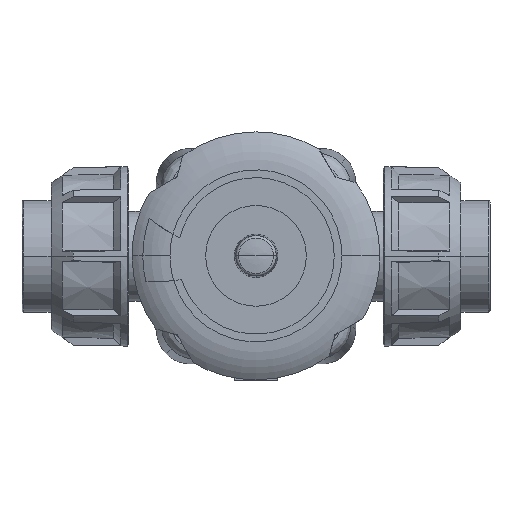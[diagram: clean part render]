
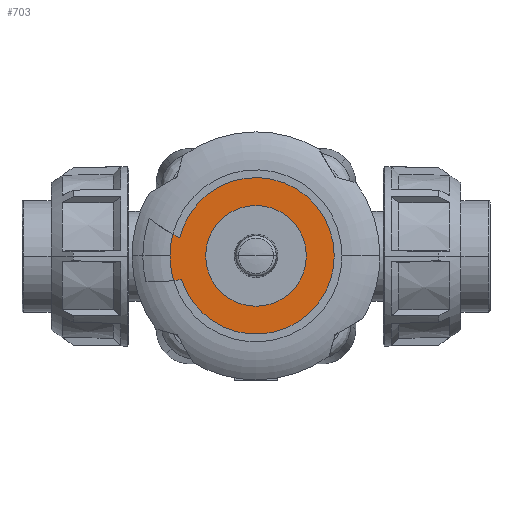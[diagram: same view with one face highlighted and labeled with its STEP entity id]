
A CAD part, top view. The second image highlights one B-rep face of the part: STEP entity #703.
In plain terms, the highlighted planar face has unit normal (0, 0, 1).
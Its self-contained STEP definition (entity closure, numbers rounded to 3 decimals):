
#703=ADVANCED_FACE('',(#1542,#1543),#1544,.T.);
#1542=FACE_OUTER_BOUND('',#3659,.T.);
#1543=FACE_BOUND('',#3660,.T.);
#1544=PLANE('',#3661);
#3659=EDGE_LOOP('',(#5520,#5521,#5522,#5523,#5524,#5525));
#3660=EDGE_LOOP('',(#5526,#5527));
#3661=AXIS2_PLACEMENT_3D('',#5528,#5529,#5530);
#5520=ORIENTED_EDGE('',*,*,#7602,.F.);
#5521=ORIENTED_EDGE('',*,*,#7650,.T.);
#5522=ORIENTED_EDGE('',*,*,#7636,.F.);
#5523=ORIENTED_EDGE('',*,*,#7661,.F.);
#5524=ORIENTED_EDGE('',*,*,#7658,.T.);
#5525=ORIENTED_EDGE('',*,*,#7676,.F.);
#5526=ORIENTED_EDGE('',*,*,#7645,.T.);
#5527=ORIENTED_EDGE('',*,*,#7643,.T.);
#5528=CARTESIAN_POINT('',(0.,0.,92.45));
#5529=DIRECTION('',(0.,0.,1.0));
#5530=DIRECTION('',(1.0,0.,0.));
#7602=EDGE_CURVE('',#8976,#8972,#8978,.T.);
#7636=EDGE_CURVE('',#9036,#9039,#9040,.T.);
#7643=EDGE_CURVE('',#9046,#9050,#9052,.T.);
#7645=EDGE_CURVE('',#9050,#9046,#9054,.T.);
#7650=EDGE_CURVE('',#8976,#9039,#9059,.T.);
#7658=EDGE_CURVE('',#9062,#9071,#9073,.T.);
#7661=EDGE_CURVE('',#9062,#9036,#9076,.T.);
#7676=EDGE_CURVE('',#8972,#9071,#9096,.T.);
#8972=VERTEX_POINT('',#11286);
#8976=VERTEX_POINT('',#11291);
#8978=CIRCLE('',#11294,25.25);
#9036=VERTEX_POINT('',#11401);
#9039=VERTEX_POINT('',#11404);
#9040=CIRCLE('',#11405,27.75);
#9046=VERTEX_POINT('',#11416);
#9050=VERTEX_POINT('',#11421);
#9052=CIRCLE('',#11424,16.25);
#9054=CIRCLE('',#11426,16.25);
#9059=CIRCLE('',#11432,55.);
#9062=VERTEX_POINT('',#11435);
#9071=VERTEX_POINT('',#11455);
#9073=CIRCLE('',#11458,73.355);
#9076=CIRCLE('',#11461,27.75);
#9096=CIRCLE('',#11506,25.25);
#11286=CARTESIAN_POINT('',(25.25,0.,92.45));
#11291=CARTESIAN_POINT('',(-24.576,5.796,92.45));
#11294=AXIS2_PLACEMENT_3D('',#13894,#13895,#13896);
#11401=CARTESIAN_POINT('',(-27.75,0.,92.45));
#11404=CARTESIAN_POINT('',(-26.852,7.001,92.45));
#11405=AXIS2_PLACEMENT_3D('',#13956,#13957,#13958);
#11416=CARTESIAN_POINT('',(-16.25,0.,92.45));
#11421=CARTESIAN_POINT('',(16.25,0.,92.45));
#11424=AXIS2_PLACEMENT_3D('',#13967,#13968,#13969);
#11426=AXIS2_PLACEMENT_3D('',#13970,#13971,#13972);
#11432=AXIS2_PLACEMENT_3D('',#13977,#13978,#13979);
#11435=CARTESIAN_POINT('',(-26.578,-7.979,92.45));
#11455=CARTESIAN_POINT('',(-24.054,-7.678,92.45));
#11458=AXIS2_PLACEMENT_3D('',#13988,#13989,#13990);
#11461=AXIS2_PLACEMENT_3D('',#13994,#13995,#13996);
#11506=AXIS2_PLACEMENT_3D('',#14013,#14014,#14015);
#13894=CARTESIAN_POINT('',(0.,0.,92.45));
#13895=DIRECTION('',(0.,0.,-1.0));
#13896=DIRECTION('',(-1.0,0.,0.));
#13956=CARTESIAN_POINT('',(0.,0.,92.45));
#13957=DIRECTION('',(0.,0.,-1.0));
#13958=DIRECTION('',(1.0,0.,0.));
#13967=CARTESIAN_POINT('',(0.,0.,92.45));
#13968=DIRECTION('',(0.,0.,-1.0));
#13969=DIRECTION('',(-1.0,0.,0.));
#13970=CARTESIAN_POINT('',(0.,0.,92.45));
#13971=DIRECTION('',(0.,0.,-1.0));
#13972=DIRECTION('',(-1.0,0.,0.));
#13977=CARTESIAN_POINT('',(0.,55.,92.45));
#13978=DIRECTION('',(0.0,0.,-1.0));
#13979=DIRECTION('',(0.511,0.859,0.));
#13988=CARTESIAN_POINT('',(-34.,65.,92.45));
#13989=DIRECTION('',(0.0,0.,1.0));
#13990=DIRECTION('',(0.082,-0.997,0.));
#13994=CARTESIAN_POINT('',(0.,0.,92.45));
#13995=DIRECTION('',(0.,0.,-1.0));
#13996=DIRECTION('',(1.0,0.,0.));
#14013=CARTESIAN_POINT('',(0.,0.,92.45));
#14014=DIRECTION('',(0.,0.,-1.0));
#14015=DIRECTION('',(-1.0,0.,0.));
